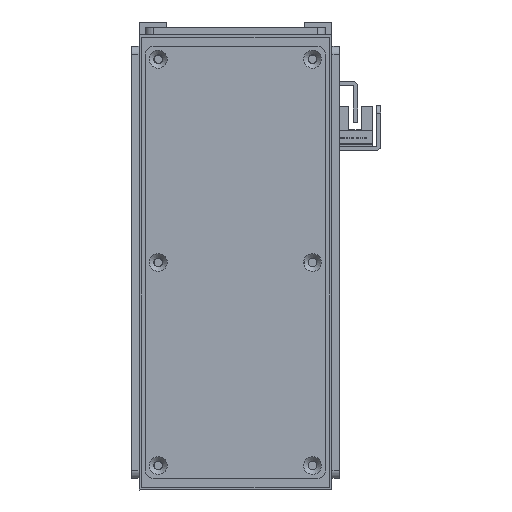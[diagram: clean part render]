
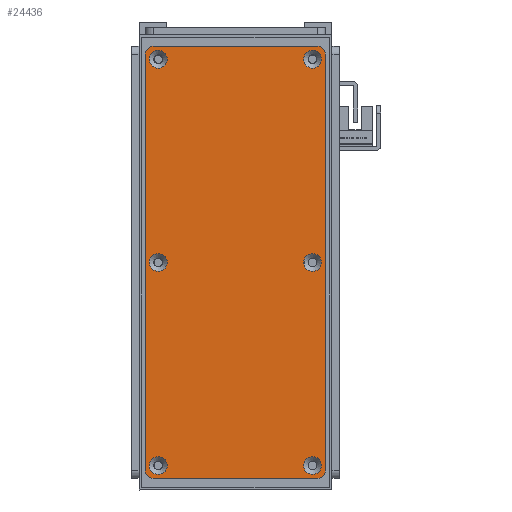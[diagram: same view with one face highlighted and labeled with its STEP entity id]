
A CAD part, left-side view. The second image highlights one B-rep face of the part: STEP entity #24436.
In plain terms, the highlighted face is planar.
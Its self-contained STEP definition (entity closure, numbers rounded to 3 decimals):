
#1009=FACE_BOUND('',#4661,.T.);
#1010=FACE_BOUND('',#4662,.T.);
#1011=FACE_BOUND('',#4663,.T.);
#1012=FACE_BOUND('',#4664,.T.);
#1013=FACE_BOUND('',#4665,.T.);
#1014=FACE_BOUND('',#4666,.T.);
#1637=PLANE('',#27389);
#2917=FACE_OUTER_BOUND('',#4660,.T.);
#4660=EDGE_LOOP('',(#22375,#22376,#22377,#22378,#22379,#22380,#22381,#22382));
#4661=EDGE_LOOP('',(#22383));
#4662=EDGE_LOOP('',(#22384));
#4663=EDGE_LOOP('',(#22385));
#4664=EDGE_LOOP('',(#22386));
#4665=EDGE_LOOP('',(#22387));
#4666=EDGE_LOOP('',(#22388));
#6734=LINE('',#42345,#8803);
#6737=LINE('',#42353,#8806);
#6740=LINE('',#42361,#8809);
#6743=LINE('',#42368,#8812);
#8803=VECTOR('',#34514,10.);
#8806=VECTOR('',#34523,10.);
#8809=VECTOR('',#34532,10.);
#8812=VECTOR('',#34541,10.);
#10044=CIRCLE('',#27343,3.45);
#10047=CIRCLE('',#27348,3.45);
#10050=CIRCLE('',#27353,3.45);
#10053=CIRCLE('',#27358,3.45);
#10056=CIRCLE('',#27363,3.45);
#10059=CIRCLE('',#27368,3.45);
#10066=CIRCLE('',#27378,3.);
#10067=CIRCLE('',#27381,3.);
#10068=CIRCLE('',#27384,3.);
#10069=CIRCLE('',#27387,3.);
#12283=VERTEX_POINT('',#42261);
#12286=VERTEX_POINT('',#42271);
#12289=VERTEX_POINT('',#42281);
#12292=VERTEX_POINT('',#42291);
#12295=VERTEX_POINT('',#42301);
#12298=VERTEX_POINT('',#42311);
#12309=VERTEX_POINT('',#42338);
#12310=VERTEX_POINT('',#42340);
#12311=VERTEX_POINT('',#42344);
#12312=VERTEX_POINT('',#42348);
#12313=VERTEX_POINT('',#42352);
#12314=VERTEX_POINT('',#42356);
#12315=VERTEX_POINT('',#42360);
#12316=VERTEX_POINT('',#42364);
#15629=EDGE_CURVE('',#12283,#12283,#10044,.T.);
#15634=EDGE_CURVE('',#12286,#12286,#10047,.T.);
#15639=EDGE_CURVE('',#12289,#12289,#10050,.T.);
#15644=EDGE_CURVE('',#12292,#12292,#10053,.T.);
#15649=EDGE_CURVE('',#12295,#12295,#10056,.T.);
#15654=EDGE_CURVE('',#12298,#12298,#10059,.T.);
#15668=EDGE_CURVE('',#12310,#12309,#10066,.T.);
#15670=EDGE_CURVE('',#12311,#12310,#6734,.T.);
#15672=EDGE_CURVE('',#12312,#12311,#10067,.T.);
#15674=EDGE_CURVE('',#12313,#12312,#6737,.T.);
#15676=EDGE_CURVE('',#12314,#12313,#10068,.T.);
#15678=EDGE_CURVE('',#12315,#12314,#6740,.T.);
#15680=EDGE_CURVE('',#12316,#12315,#10069,.T.);
#15682=EDGE_CURVE('',#12309,#12316,#6743,.T.);
#22375=ORIENTED_EDGE('',*,*,#15682,.T.);
#22376=ORIENTED_EDGE('',*,*,#15680,.T.);
#22377=ORIENTED_EDGE('',*,*,#15678,.T.);
#22378=ORIENTED_EDGE('',*,*,#15676,.T.);
#22379=ORIENTED_EDGE('',*,*,#15674,.T.);
#22380=ORIENTED_EDGE('',*,*,#15672,.T.);
#22381=ORIENTED_EDGE('',*,*,#15670,.T.);
#22382=ORIENTED_EDGE('',*,*,#15668,.T.);
#22383=ORIENTED_EDGE('',*,*,#15629,.T.);
#22384=ORIENTED_EDGE('',*,*,#15634,.T.);
#22385=ORIENTED_EDGE('',*,*,#15639,.T.);
#22386=ORIENTED_EDGE('',*,*,#15644,.T.);
#22387=ORIENTED_EDGE('',*,*,#15649,.T.);
#22388=ORIENTED_EDGE('',*,*,#15654,.T.);
#24436=ADVANCED_FACE('',(#2917,#1009,#1010,#1011,#1012,#1013,#1014),#1637,
 .T.);
#27343=AXIS2_PLACEMENT_3D('',#42262,#34422,#34423);
#27348=AXIS2_PLACEMENT_3D('',#42272,#34434,#34435);
#27353=AXIS2_PLACEMENT_3D('',#42282,#34446,#34447);
#27358=AXIS2_PLACEMENT_3D('',#42292,#34458,#34459);
#27363=AXIS2_PLACEMENT_3D('',#42302,#34470,#34471);
#27368=AXIS2_PLACEMENT_3D('',#42312,#34482,#34483);
#27378=AXIS2_PLACEMENT_3D('',#42341,#34509,#34510);
#27381=AXIS2_PLACEMENT_3D('',#42349,#34518,#34519);
#27384=AXIS2_PLACEMENT_3D('',#42357,#34527,#34528);
#27387=AXIS2_PLACEMENT_3D('',#42365,#34536,#34537);
#27389=AXIS2_PLACEMENT_3D('',#42369,#34542,#34543);
#34422=DIRECTION('center_axis',(0.,0.,-1.));
#34423=DIRECTION('ref_axis',(1.,0.,0.));
#34434=DIRECTION('center_axis',(0.,0.,-1.));
#34435=DIRECTION('ref_axis',(1.,0.,0.));
#34446=DIRECTION('center_axis',(0.,0.,-1.));
#34447=DIRECTION('ref_axis',(1.,0.,0.));
#34458=DIRECTION('center_axis',(0.,0.,-1.));
#34459=DIRECTION('ref_axis',(1.,0.,0.));
#34470=DIRECTION('center_axis',(0.,0.,-1.));
#34471=DIRECTION('ref_axis',(1.,0.,0.));
#34482=DIRECTION('center_axis',(0.,0.,-1.));
#34483=DIRECTION('ref_axis',(1.,0.,0.));
#34509=DIRECTION('center_axis',(0.,0.,1.));
#34510=DIRECTION('ref_axis',(-1.,0.,0.));
#34514=DIRECTION('',(0.,1.,0.));
#34518=DIRECTION('center_axis',(0.,0.,1.));
#34519=DIRECTION('ref_axis',(0.,1.,0.));
#34523=DIRECTION('',(1.,0.,0.));
#34527=DIRECTION('center_axis',(0.,0.,1.));
#34528=DIRECTION('ref_axis',(1.,0.,0.));
#34532=DIRECTION('',(0.,-1.,0.));
#34536=DIRECTION('center_axis',(0.,0.,1.));
#34537=DIRECTION('ref_axis',(0.,-1.,0.));
#34541=DIRECTION('',(-1.,0.,0.));
#34542=DIRECTION('center_axis',(0.,0.,1.));
#34543=DIRECTION('ref_axis',(1.,0.,0.));
#42261=CARTESIAN_POINT('',(-3.45,30.,1.5));
#42262=CARTESIAN_POINT('Origin',(0.,30.,1.5));
#42271=CARTESIAN_POINT('',(75.55,-30.,1.5));
#42272=CARTESIAN_POINT('Origin',(79.,-30.,1.5));
#42281=CARTESIAN_POINT('',(-82.45,30.,1.5));
#42282=CARTESIAN_POINT('Origin',(-79.,30.,1.5));
#42291=CARTESIAN_POINT('',(75.55,30.,1.5));
#42292=CARTESIAN_POINT('Origin',(79.,30.,1.5));
#42301=CARTESIAN_POINT('',(-82.45,-30.,1.5));
#42302=CARTESIAN_POINT('Origin',(-79.,-30.,1.5));
#42311=CARTESIAN_POINT('',(-3.45,-30.,1.5));
#42312=CARTESIAN_POINT('Origin',(0.,-30.,1.5));
#42338=CARTESIAN_POINT('',(81.,35.,1.5));
#42340=CARTESIAN_POINT('',(84.,32.,1.5));
#42341=CARTESIAN_POINT('Origin',(81.,32.,1.5));
#42344=CARTESIAN_POINT('',(84.,-32.,1.5));
#42345=CARTESIAN_POINT('',(84.,32.,1.5));
#42348=CARTESIAN_POINT('',(81.,-35.,1.5));
#42349=CARTESIAN_POINT('Origin',(81.,-32.,1.5));
#42352=CARTESIAN_POINT('',(-81.,-35.,1.5));
#42353=CARTESIAN_POINT('',(81.,-35.,1.5));
#42356=CARTESIAN_POINT('',(-84.,-32.,1.5));
#42357=CARTESIAN_POINT('Origin',(-81.,-32.,1.5));
#42360=CARTESIAN_POINT('',(-84.,32.,1.5));
#42361=CARTESIAN_POINT('',(-84.,-32.,1.5));
#42364=CARTESIAN_POINT('',(-81.,35.,1.5));
#42365=CARTESIAN_POINT('Origin',(-81.,32.,1.5));
#42368=CARTESIAN_POINT('',(-81.,35.,1.5));
#42369=CARTESIAN_POINT('Origin',(0.,0.,
1.5));
